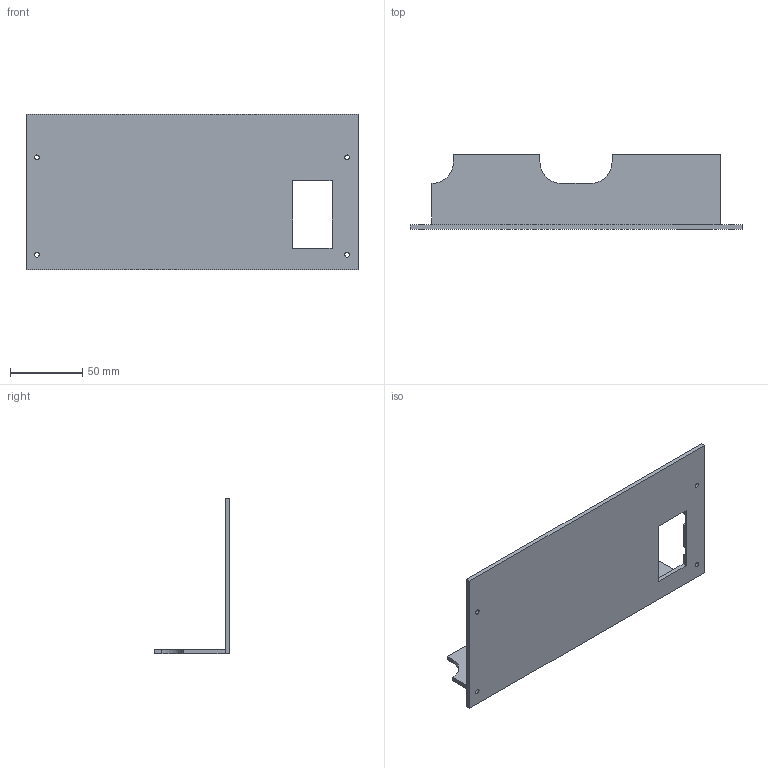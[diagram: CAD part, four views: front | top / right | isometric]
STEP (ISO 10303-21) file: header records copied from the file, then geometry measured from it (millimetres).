
FILE_DESCRIPTION(/* description */ (''),/* implementation_level */ '2;1');
FILE_NAME(/* name */ 'Easy_Access_Rear_Panels_v0_Bottom.step',/* time_stamp */ '2024-02-29T13:32:30-06:00',/* author */ (''),/* organization */ (''),/* preprocessor_version */ 'ST-DEVELOPER v20',/* originating_system */ 'Autodesk Translation Framework v12.20.1.177',/* authorisation */ '');
FILE_SCHEMA (('AUTOMOTIVE_DESIGN { 1 0 10303 214 3 1 1 }'));
Length unit declared in the file: millimetre
Products named in the file (1): Rear Cover
Bounding box: 230 x 51.9 x 108 mm (x, y, z)
Volume: 96275 mm3; surface area: 67255.9 mm2
Topology: 1 solids, 1 shells, 42 faces, 122 edges, 82 vertices
Faces by surface type: plane 31, cylinder 11
Full cylindrical faces by diameter (mm): 3.3 x4
Entity records: 1437 total; most frequent: CARTESIAN_POINT 247, ORIENTED_EDGE 244, DIRECTION 230, EDGE_CURVE 122, LINE 100, VECTOR 100, VERTEX_POINT 82, AXIS2_PLACEMENT_3D 65
